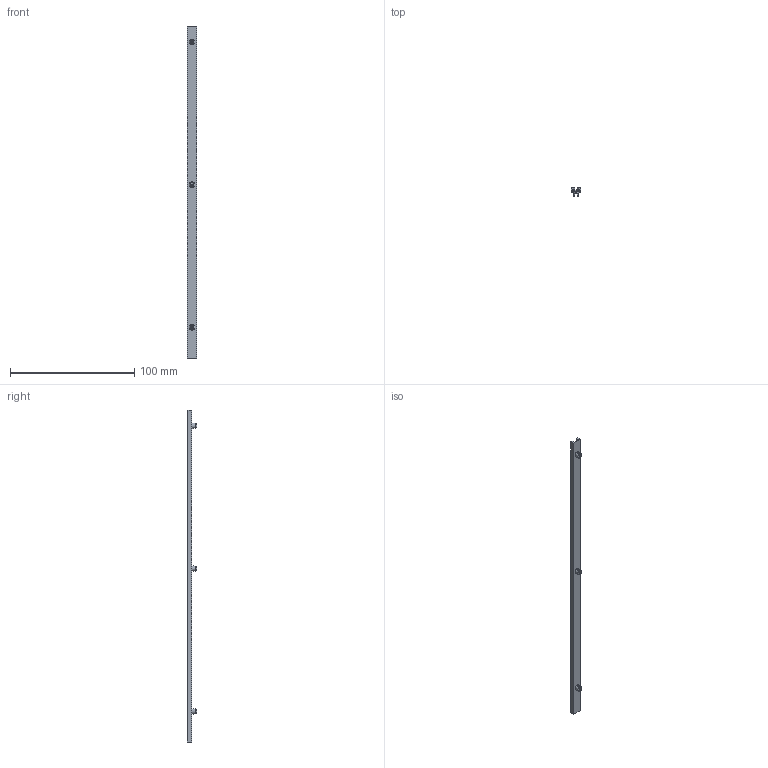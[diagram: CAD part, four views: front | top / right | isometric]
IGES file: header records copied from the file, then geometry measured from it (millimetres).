
Start section: SolidWorks IGES file using analytic representation for surfaces
Global section: file name: E-1050.IGS; native system: SolidWorks 2015; preprocessor: SolidWorks 2015; author: awright; date: 150429.152358; units: inch
Bounding box: 7.87 x 7.54 x 266.7 mm (x, y, z)
Surface area: 7373.8 mm2 (no closed solid volume)
Topology: 0 solids, 0 shells, 62 faces, 584 edges, 582 vertices
Faces by surface type: bspline 40, revolution 22
